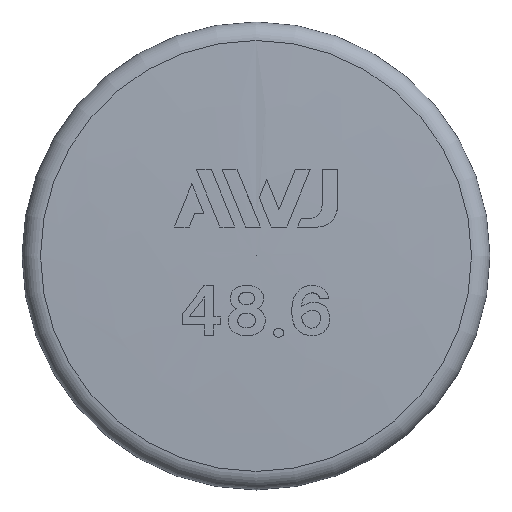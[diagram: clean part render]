
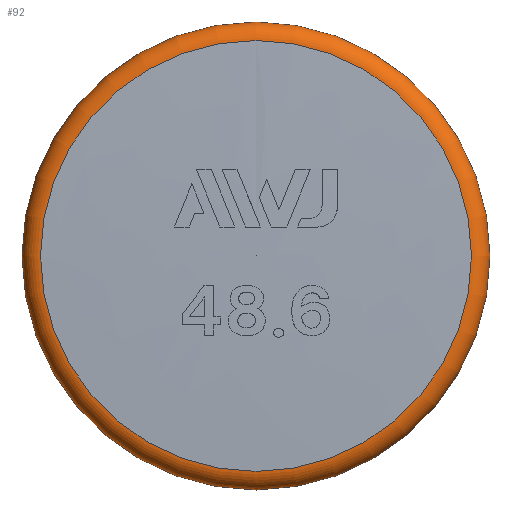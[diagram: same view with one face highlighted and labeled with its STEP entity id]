
A CAD part, top view. The second image highlights one B-rep face of the part: STEP entity #92.
In plain terms, the highlighted toroidal (fillet/blend) face has major radius 22.3 mm and minor radius 2 mm.
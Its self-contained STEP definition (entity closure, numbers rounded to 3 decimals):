
#92 = ADVANCED_FACE( '', ( #258, #259 ), #260, .T. );
#258 = FACE_OUTER_BOUND( '', #647, .T. );
#259 = FACE_OUTER_BOUND( '', #648, .T. );
#260 = TOROIDAL_SURFACE( '', #649, 22.3, 2. );
#647 = EDGE_LOOP( '', ( #1330 ) );
#648 = EDGE_LOOP( '', ( #1331 ) );
#649 = AXIS2_PLACEMENT_3D( '', #1332, #1333, #1334 );
#1330 = ORIENTED_EDGE( '', *, *, #2354, .F. );
#1331 = ORIENTED_EDGE( '', *, *, #2295, .T. );
#1332 = CARTESIAN_POINT( '', ( 0., 0., 24.58 ) );
#1333 = DIRECTION( '', ( 0., 0., -1. ) );
#1334 = DIRECTION( '', ( 0., 1., 0. ) );
#2295 = EDGE_CURVE( '', #2639, #2639, #2640, .T. );
#2354 = EDGE_CURVE( '', #2741, #2741, #2742, .T. );
#2639 = VERTEX_POINT( '', #3384 );
#2640 = CIRCLE( '', #3385, 22.378 );
#2741 = VERTEX_POINT( '', #3761 );
#2742 = CIRCLE( '', #3762, 24.3 );
#3384 = CARTESIAN_POINT( '', ( 0., 22.378, 26.579 ) );
#3385 = AXIS2_PLACEMENT_3D( '', #4982, #4983, #4984 );
#3761 = CARTESIAN_POINT( '', ( 0., 24.3, 24.58 ) );
#3762 = AXIS2_PLACEMENT_3D( '', #4999, #5000, #5001 );
#4982 = CARTESIAN_POINT( '', ( 0., 0., 26.579 ) );
#4983 = DIRECTION( '', ( 0., 0., -1. ) );
#4984 = DIRECTION( '', ( 0., 1., 0. ) );
#4999 = CARTESIAN_POINT( '', ( 0., 0., 24.58 ) );
#5000 = DIRECTION( '', ( 0., 0., -1. ) );
#5001 = DIRECTION( '', ( 0., 1., 0. ) );
